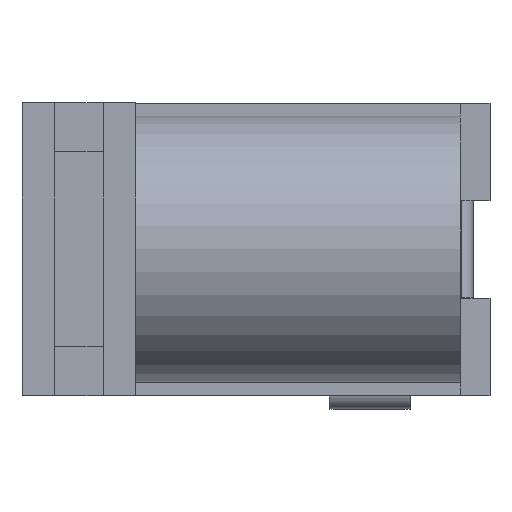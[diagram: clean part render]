
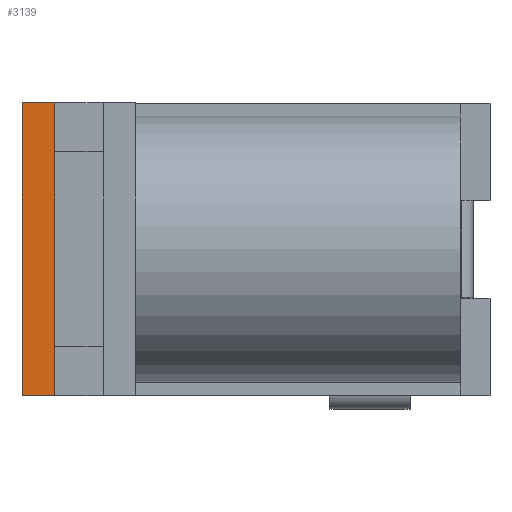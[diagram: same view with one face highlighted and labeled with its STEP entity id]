
A CAD part, top view. The second image highlights one B-rep face of the part: STEP entity #3139.
In plain terms, the highlighted planar face has unit normal (0, 0, 1).
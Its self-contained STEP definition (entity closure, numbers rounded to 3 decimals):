
#824 = PLANE('',#825);
#825 = AXIS2_PLACEMENT_3D('',#826,#827,#828);
#826 = CARTESIAN_POINT('',(-7.05,4.5,11.05));
#827 = DIRECTION('',(0.,1.,0.));
#828 = DIRECTION('',(-1.,0.,0.));
#1048 = PLANE('',#1049);
#1049 = AXIS2_PLACEMENT_3D('',#1050,#1051,#1052);
#1050 = CARTESIAN_POINT('',(-5.8,-4.5,9.35));
#1051 = DIRECTION('',(0.,-1.,0.));
#1052 = DIRECTION('',(1.,0.,0.));
#1125 = PLANE('',#1126);
#1126 = AXIS2_PLACEMENT_3D('',#1127,#1128,#1129);
#1127 = CARTESIAN_POINT('',(-7.55,0.,11.05));
#1128 = DIRECTION('',(-1.,0.,0.));
#1129 = DIRECTION('',(0.,-1.,0.));
#1254 = EDGE_CURVE('',#1255,#1257,#1259,.T.);
#1255 = VERTEX_POINT('',#1256);
#1256 = CARTESIAN_POINT('',(-6.55,4.5,11.05));
#1257 = VERTEX_POINT('',#1258);
#1258 = CARTESIAN_POINT('',(-7.55,4.5,11.05));
#1259 = SURFACE_CURVE('',#1260,(#1264,#1271),.PCURVE_S1.);
#1260 = LINE('',#1261,#1262);
#1261 = CARTESIAN_POINT('',(6.85,4.5,11.05));
#1262 = VECTOR('',#1263,1.);
#1263 = DIRECTION('',(-1.,0.,0.));
#1264 = PCURVE('',#824,#1265);
#1265 = DEFINITIONAL_REPRESENTATION('',(#1266),#1270);
#1266 = LINE('',#1267,#1268);
#1267 = CARTESIAN_POINT('',(-13.9,0.));
#1268 = VECTOR('',#1269,1.);
#1269 = DIRECTION('',(1.,0.));
#1270 = ( GEOMETRIC_REPRESENTATION_CONTEXT(2) 
PARAMETRIC_REPRESENTATION_CONTEXT() REPRESENTATION_CONTEXT('2D SPACE',''
  ) );
#1271 = PCURVE('',#1272,#1277);
#1272 = PLANE('',#1273);
#1273 = AXIS2_PLACEMENT_3D('',#1274,#1275,#1276);
#1274 = CARTESIAN_POINT('',(6.85,4.5,11.05));
#1275 = DIRECTION('',(0.,0.,1.));
#1276 = DIRECTION('',(0.,1.,0.));
#1277 = DEFINITIONAL_REPRESENTATION('',(#1278),#1282);
#1278 = LINE('',#1279,#1280);
#1279 = CARTESIAN_POINT('',(0.,0.));
#1280 = VECTOR('',#1281,1.);
#1281 = DIRECTION('',(0.,1.));
#1282 = ( GEOMETRIC_REPRESENTATION_CONTEXT(2) 
PARAMETRIC_REPRESENTATION_CONTEXT() REPRESENTATION_CONTEXT('2D SPACE',''
  ) );
#1300 = PLANE('',#1301);
#1301 = AXIS2_PLACEMENT_3D('',#1302,#1303,#1304);
#1302 = CARTESIAN_POINT('',(-6.55,3.,10.1));
#1303 = DIRECTION('',(-1.,0.,0.));
#1304 = DIRECTION('',(0.,-1.,0.));
#1830 = VERTEX_POINT('',#1831);
#1831 = CARTESIAN_POINT('',(-7.55,-4.5,11.05));
#1852 = EDGE_CURVE('',#1830,#1257,#1853,.T.);
#1853 = SURFACE_CURVE('',#1854,(#1858,#1865),.PCURVE_S1.);
#1854 = LINE('',#1855,#1856);
#1855 = CARTESIAN_POINT('',(-7.55,0.,11.05));
#1856 = VECTOR('',#1857,1.);
#1857 = DIRECTION('',(0.,1.,0.));
#1858 = PCURVE('',#1125,#1859);
#1859 = DEFINITIONAL_REPRESENTATION('',(#1860),#1864);
#1860 = LINE('',#1861,#1862);
#1861 = CARTESIAN_POINT('',(0.,0.));
#1862 = VECTOR('',#1863,1.);
#1863 = DIRECTION('',(-1.,0.));
#1864 = ( GEOMETRIC_REPRESENTATION_CONTEXT(2) 
PARAMETRIC_REPRESENTATION_CONTEXT() REPRESENTATION_CONTEXT('2D SPACE',''
  ) );
#1865 = PCURVE('',#1272,#1866);
#1866 = DEFINITIONAL_REPRESENTATION('',(#1867),#1871);
#1867 = LINE('',#1868,#1869);
#1868 = CARTESIAN_POINT('',(-4.5,14.4));
#1869 = VECTOR('',#1870,1.);
#1870 = DIRECTION('',(1.,0.));
#1871 = ( GEOMETRIC_REPRESENTATION_CONTEXT(2) 
PARAMETRIC_REPRESENTATION_CONTEXT() REPRESENTATION_CONTEXT('2D SPACE',''
  ) );
#2060 = VERTEX_POINT('',#2061);
#2061 = CARTESIAN_POINT('',(-6.55,-4.5,11.05));
#2082 = EDGE_CURVE('',#1830,#2060,#2083,.T.);
#2083 = SURFACE_CURVE('',#2084,(#2088,#2095),.PCURVE_S1.);
#2084 = LINE('',#2085,#2086);
#2085 = CARTESIAN_POINT('',(6.85,-4.5,11.05));
#2086 = VECTOR('',#2087,1.);
#2087 = DIRECTION('',(1.,0.,0.));
#2088 = PCURVE('',#1048,#2089);
#2089 = DEFINITIONAL_REPRESENTATION('',(#2090),#2094);
#2090 = LINE('',#2091,#2092);
#2091 = CARTESIAN_POINT('',(12.65,1.7));
#2092 = VECTOR('',#2093,1.);
#2093 = DIRECTION('',(1.,0.));
#2094 = ( GEOMETRIC_REPRESENTATION_CONTEXT(2) 
PARAMETRIC_REPRESENTATION_CONTEXT() REPRESENTATION_CONTEXT('2D SPACE',''
  ) );
#2095 = PCURVE('',#1272,#2096);
#2096 = DEFINITIONAL_REPRESENTATION('',(#2097),#2101);
#2097 = LINE('',#2098,#2099);
#2098 = CARTESIAN_POINT('',(-9.,0.));
#2099 = VECTOR('',#2100,1.);
#2100 = DIRECTION('',(0.,-1.));
#2101 = ( GEOMETRIC_REPRESENTATION_CONTEXT(2) 
PARAMETRIC_REPRESENTATION_CONTEXT() REPRESENTATION_CONTEXT('2D SPACE',''
  ) );
#3139 = ADVANCED_FACE('',(#3140),#1272,.T.);
#3140 = FACE_BOUND('',#3141,.T.);
#3141 = EDGE_LOOP('',(#3142,#3143,#3164,#3165));
#3142 = ORIENTED_EDGE('',*,*,#2082,.T.);
#3143 = ORIENTED_EDGE('',*,*,#3144,.T.);
#3144 = EDGE_CURVE('',#2060,#1255,#3145,.T.);
#3145 = SURFACE_CURVE('',#3146,(#3150,#3157),.PCURVE_S1.);
#3146 = LINE('',#3147,#3148);
#3147 = CARTESIAN_POINT('',(-6.55,4.5,11.05));
#3148 = VECTOR('',#3149,1.);
#3149 = DIRECTION('',(0.,1.,0.));
#3150 = PCURVE('',#1272,#3151);
#3151 = DEFINITIONAL_REPRESENTATION('',(#3152),#3156);
#3152 = LINE('',#3153,#3154);
#3153 = CARTESIAN_POINT('',(0.,13.4));
#3154 = VECTOR('',#3155,1.);
#3155 = DIRECTION('',(1.,0.));
#3156 = ( GEOMETRIC_REPRESENTATION_CONTEXT(2) 
PARAMETRIC_REPRESENTATION_CONTEXT() REPRESENTATION_CONTEXT('2D SPACE',''
  ) );
#3157 = PCURVE('',#1300,#3158);
#3158 = DEFINITIONAL_REPRESENTATION('',(#3159),#3163);
#3159 = LINE('',#3160,#3161);
#3160 = CARTESIAN_POINT('',(-1.5,0.95));
#3161 = VECTOR('',#3162,1.);
#3162 = DIRECTION('',(-1.,0.));
#3163 = ( GEOMETRIC_REPRESENTATION_CONTEXT(2) 
PARAMETRIC_REPRESENTATION_CONTEXT() REPRESENTATION_CONTEXT('2D SPACE',''
  ) );
#3164 = ORIENTED_EDGE('',*,*,#1254,.T.);
#3165 = ORIENTED_EDGE('',*,*,#1852,.F.);
